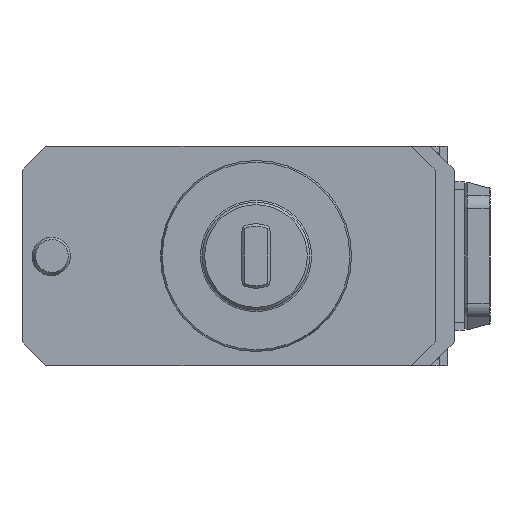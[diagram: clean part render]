
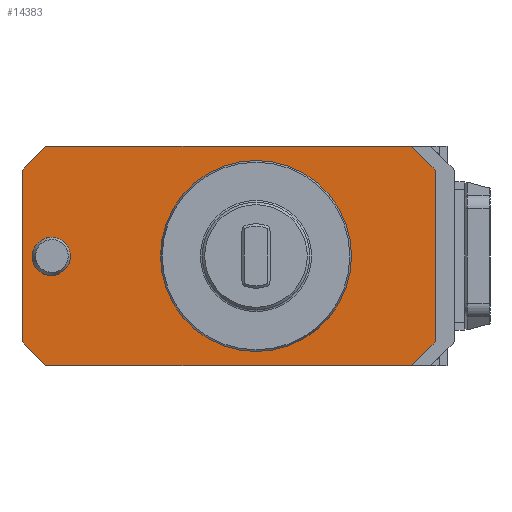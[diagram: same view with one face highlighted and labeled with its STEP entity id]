
A CAD part, front view. The second image highlights one B-rep face of the part: STEP entity #14383.
In plain terms, the highlighted planar face has unit normal (0, -1, 0).
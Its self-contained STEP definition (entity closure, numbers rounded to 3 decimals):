
#224 = VECTOR ( 'NONE', #2872, 1000. ) ;
#677 = CARTESIAN_POINT ( 'NONE',  ( -138., -100., -36. ) ) ;
#1099 = VECTOR ( 'NONE', #27271, 1000. ) ;
#1232 = VERTEX_POINT ( 'NONE', #2739 ) ;
#2341 = VECTOR ( 'NONE', #18019, 1000. ) ;
#2374 = CARTESIAN_POINT ( 'NONE',  ( -107., -100., 67. ) ) ;
#2425 = AXIS2_PLACEMENT_3D ( 'NONE', #28409, #8083, #7790 ) ;
#2739 = CARTESIAN_POINT ( 'NONE',  ( -131.842, -100., 5.006 ) ) ;
#2872 = DIRECTION ( 'NONE',  ( 1., 0., 0. ) ) ;
#2876 = EDGE_CURVE ( 'NONE', #26516, #13814, #21801, .T. ) ;
#3654 = CARTESIAN_POINT ( 'NONE',  ( -64.061, -100., 33.993 ) ) ;
#4151 = DIRECTION ( 'NONE',  ( 0., 0., -1. ) ) ;
#4209 = CARTESIAN_POINT ( 'NONE',  ( -125.745, -100., -0.173 ) ) ;
#4365 = DIRECTION ( 'NONE',  ( 1., 0., 0. ) ) ;
#4628 = CARTESIAN_POINT ( 'NONE',  ( -128.603, -100., 7.299 ) ) ;
#4851 = AXIS2_PLACEMENT_3D ( 'NONE', #20859, #9613, #7397 ) ;
#5580 = ORIENTED_EDGE ( 'NONE', *, *, #2876, .T. ) ;
#6218 = VERTEX_POINT ( 'NONE', #10164 ) ;
#6439 = DIRECTION ( 'NONE',  ( 0., 0., -1. ) ) ;
#6457 = VERTEX_POINT ( 'NONE', #25308 ) ;
#6716 = ORIENTED_EDGE ( 'NONE', *, *, #11126, .T. ) ;
#6765 = FACE_BOUND ( 'NONE', #16137, .T. ) ;
#7191 = VECTOR ( 'NONE', #9785, 1000. ) ;
#7218 = LINE ( 'NONE', #9164, #1099 ) ;
#7362 = VECTOR ( 'NONE', #26064, 1000. ) ;
#7388 = CARTESIAN_POINT ( 'NONE',  ( -128., -100., 46. ) ) ;
#7397 = DIRECTION ( 'NONE',  ( 1., 0., 0. ) ) ;
#7695 = CARTESIAN_POINT ( 'NONE',  ( -128., -100., -46. ) ) ;
#7790 = DIRECTION ( 'NONE',  ( 1., 0., 0. ) ) ;
#8059 = EDGE_CURVE ( 'NONE', #10231, #25678, #21978, .T. ) ;
#8083 = DIRECTION ( 'NONE',  ( 0., -1., 0. ) ) ;
#8412 = EDGE_CURVE ( 'NONE', #1232, #28367, #17877, .T. ) ;
#8675 = AXIS2_PLACEMENT_3D ( 'NONE', #4209, #13104, #4365 ) ;
#8758 = CARTESIAN_POINT ( 'NONE',  ( -138., -100., -46. ) ) ;
#8808 = EDGE_LOOP ( 'NONE', ( #21148, #23754, #28674, #24546 ) ) ;
#9164 = CARTESIAN_POINT ( 'NONE',  ( 15.5, -100., 55.5 ) ) ;
#9290 = ORIENTED_EDGE ( 'NONE', *, *, #14502, .F. ) ;
#9613 = DIRECTION ( 'NONE',  ( 0., -1., 0. ) ) ;
#9739 = DIRECTION ( 'NONE',  ( 1., 0., 0. ) ) ;
#9785 = DIRECTION ( 'NONE',  ( -0.707, 0., -0.707 ) ) ;
#9925 = CARTESIAN_POINT ( 'NONE',  ( -96.5, -100., 46. ) ) ;
#9995 = VECTOR ( 'NONE', #26370, 1000. ) ;
#10035 = VERTEX_POINT ( 'NONE', #12120 ) ;
#10164 = CARTESIAN_POINT ( 'NONE',  ( 35., -100., -36. ) ) ;
#10231 = VERTEX_POINT ( 'NONE', #16432 ) ;
#10449 = ORIENTED_EDGE ( 'NONE', *, *, #28043, .T. ) ;
#11108 = VERTEX_POINT ( 'NONE', #13146 ) ;
#11126 = EDGE_CURVE ( 'NONE', #25678, #20008, #19683, .T. ) ;
#11141 = CARTESIAN_POINT ( 'NONE',  ( -119.648, -100., -5.353 ) ) ;
#11587 = VECTOR ( 'NONE', #19538, 1000. ) ;
#12120 = CARTESIAN_POINT ( 'NONE',  ( -0.2, -100., 0. ) ) ;
#12173 = EDGE_CURVE ( 'NONE', #1232, #6457, #25743, .T. ) ;
#12246 = ORIENTED_EDGE ( 'NONE', *, *, #18771, .T. ) ;
#12586 = DIRECTION ( 'NONE',  ( -1., 0., 0. ) ) ;
#13071 = CARTESIAN_POINT ( 'NONE',  ( 25., -100., 46. ) ) ;
#13104 = DIRECTION ( 'NONE',  ( 0., -1., 0. ) ) ;
#13146 = CARTESIAN_POINT ( 'NONE',  ( 35., -100., 36. ) ) ;
#13330 = CIRCLE ( 'NONE', #2425, 39.8 ) ;
#13814 = VERTEX_POINT ( 'NONE', #7388 ) ;
#14012 = LINE ( 'NONE', #27537, #224 ) ;
#14359 = EDGE_CURVE ( 'NONE', #11108, #26516, #7218, .T. ) ;
#14383 = ADVANCED_FACE ( 'NONE', ( #20269, #27129, #6765 ), #24898, .T. ) ;
#14502 = EDGE_CURVE ( 'NONE', #11108, #6218, #17739, .T. ) ;
#15281 = EDGE_LOOP ( 'NONE', ( #10449, #9290, #19507, #5580, #27154, #19875, #6716, #12246 ) ) ;
#15764 = CIRCLE ( 'NONE', #4851, 8. ) ;
#16137 = EDGE_LOOP ( 'NONE', ( #22292 ) ) ;
#16432 = CARTESIAN_POINT ( 'NONE',  ( -138., -100., 36. ) ) ;
#17739 = LINE ( 'NONE', #26793, #28513 ) ;
#17877 = LINE ( 'NONE', #20241, #2341 ) ;
#18019 = DIRECTION ( 'NONE',  ( 0.816, 0., 0.578 ) ) ;
#18771 = EDGE_CURVE ( 'NONE', #20008, #24949, #14012, .T. ) ;
#19507 = ORIENTED_EDGE ( 'NONE', *, *, #14359, .T. ) ;
#19538 = DIRECTION ( 'NONE',  ( -0.816, 0., -0.578 ) ) ;
#19615 = EDGE_CURVE ( 'NONE', #24147, #6457, #24317, .T. ) ;
#19632 = VECTOR ( 'NONE', #12586, 1000. ) ;
#19683 = LINE ( 'NONE', #24307, #9995 ) ;
#19875 = ORIENTED_EDGE ( 'NONE', *, *, #8059, .T. ) ;
#20008 = VERTEX_POINT ( 'NONE', #7695 ) ;
#20241 = CARTESIAN_POINT ( 'NONE',  ( -73.016, -100., 46.644 ) ) ;
#20269 = FACE_OUTER_BOUND ( 'NONE', #15281, .T. ) ;
#20859 = CARTESIAN_POINT ( 'NONE',  ( -125.745, -100., -0.173 ) ) ;
#21148 = ORIENTED_EDGE ( 'NONE', *, *, #12173, .F. ) ;
#21597 = CARTESIAN_POINT ( 'NONE',  ( -40., -100., 0. ) ) ;
#21801 = LINE ( 'NONE', #9925, #19632 ) ;
#21827 = EDGE_CURVE ( 'NONE', #10035, #10035, #13330, .T. ) ;
#21978 = LINE ( 'NONE', #8758, #25559 ) ;
#22292 = ORIENTED_EDGE ( 'NONE', *, *, #21827, .F. ) ;
#22859 = LINE ( 'NONE', #2374, #7191 ) ;
#23754 = ORIENTED_EDGE ( 'NONE', *, *, #8412, .T. ) ;
#24147 = VERTEX_POINT ( 'NONE', #11141 ) ;
#24307 = CARTESIAN_POINT ( 'NONE',  ( -107., -100., -67. ) ) ;
#24317 = LINE ( 'NONE', #3654, #11587 ) ;
#24546 = ORIENTED_EDGE ( 'NONE', *, *, #19615, .T. ) ;
#24898 = PLANE ( 'NONE',  #29044 ) ;
#24949 = VERTEX_POINT ( 'NONE', #28900 ) ;
#25308 = CARTESIAN_POINT ( 'NONE',  ( -122.887, -100., -7.645 ) ) ;
#25559 = VECTOR ( 'NONE', #4151, 1000. ) ;
#25678 = VERTEX_POINT ( 'NONE', #677 ) ;
#25743 = CIRCLE ( 'NONE', #8675, 8. ) ;
#25807 = CARTESIAN_POINT ( 'NONE',  ( 15.5, -100., -55.5 ) ) ;
#26031 = DIRECTION ( 'NONE',  ( 0., -1., 0. ) ) ;
#26064 = DIRECTION ( 'NONE',  ( 0.707, 0., 0.707 ) ) ;
#26370 = DIRECTION ( 'NONE',  ( 0.707, 0., -0.707 ) ) ;
#26516 = VERTEX_POINT ( 'NONE', #13071 ) ;
#26575 = EDGE_CURVE ( 'NONE', #13814, #10231, #22859, .T. ) ;
#26793 = CARTESIAN_POINT ( 'NONE',  ( 35., -100., -46. ) ) ;
#26871 = EDGE_CURVE ( 'NONE', #24147, #28367, #15764, .T. ) ;
#27129 = FACE_BOUND ( 'NONE', #8808, .T. ) ;
#27154 = ORIENTED_EDGE ( 'NONE', *, *, #26575, .T. ) ;
#27271 = DIRECTION ( 'NONE',  ( -0.707, 0., 0.707 ) ) ;
#27537 = CARTESIAN_POINT ( 'NONE',  ( -96.5, -100., -46. ) ) ;
#28027 = LINE ( 'NONE', #25807, #7362 ) ;
#28043 = EDGE_CURVE ( 'NONE', #24949, #6218, #28027, .T. ) ;
#28367 = VERTEX_POINT ( 'NONE', #4628 ) ;
#28409 = CARTESIAN_POINT ( 'NONE',  ( -40., -100., 0. ) ) ;
#28513 = VECTOR ( 'NONE', #6439, 1000. ) ;
#28674 = ORIENTED_EDGE ( 'NONE', *, *, #26871, .F. ) ;
#28900 = CARTESIAN_POINT ( 'NONE',  ( 25., -100., -46. ) ) ;
#29044 = AXIS2_PLACEMENT_3D ( 'NONE', #21597, #26031, #9739 ) ;
